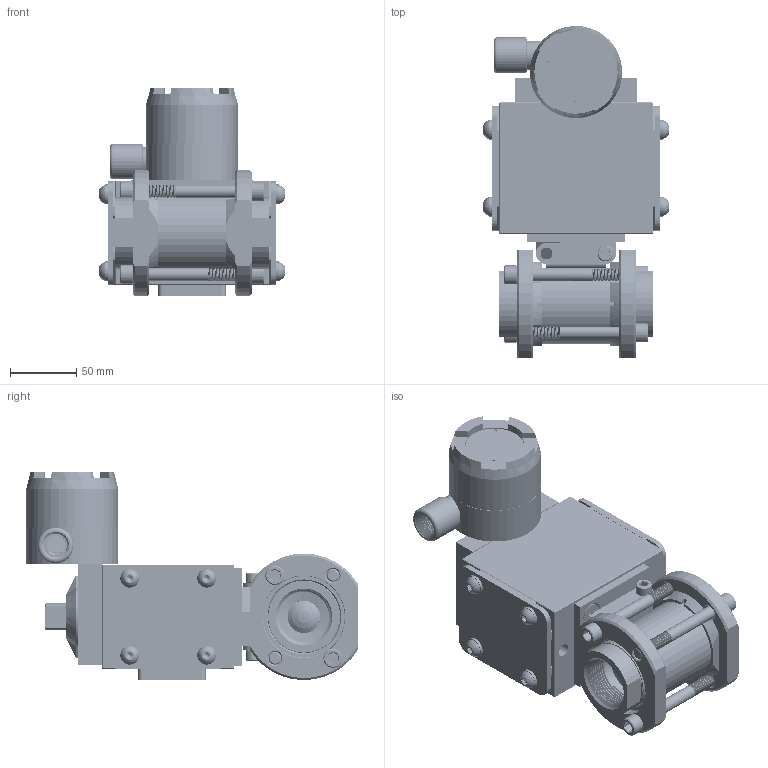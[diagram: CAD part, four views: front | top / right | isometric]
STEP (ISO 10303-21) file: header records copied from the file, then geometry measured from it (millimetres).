
FILE_DESCRIPTION (( 'STEP AP203' ), '1' );
FILE_NAME ('21XXSESA522DLS.step', '2018-03-15T11:39:40', ( '' ), ( '' ), 'SwSTEP 2.0', 'SolidWorks 2017', '' );
FILE_SCHEMA (( 'CONFIG_CONTROL_DESIGN' ));
Length unit declared in the file: inch
Products named in the file (1): 21XXSESA522DLS
Bounding box: 139.51 x 249.71 x 156.74 mm (x, y, z)
Volume: 1186322.7 mm3; surface area: 401243.5 mm2
Topology: 53 solids, 53 shells, 2778 faces, 7175 edges, 4540 vertices
Faces by surface type: cylinder 1392, plane 785, cone 441, torus 73, bspline 69, sphere 18
Entity records: 129264 total; most frequent: CARTESIAN_POINT 64923, ORIENTED_EDGE 14182, DIRECTION 12856, EDGE_CURVE 7091, AXIS2_PLACEMENT_3D 4838, VERTEX_POINT 4536, VECTOR 3180, LINE 3180
